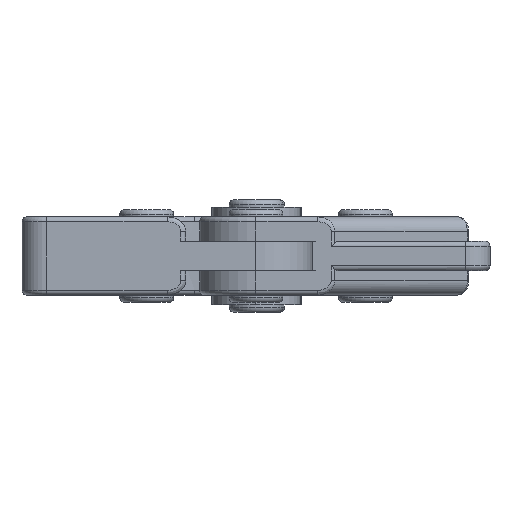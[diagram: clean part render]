
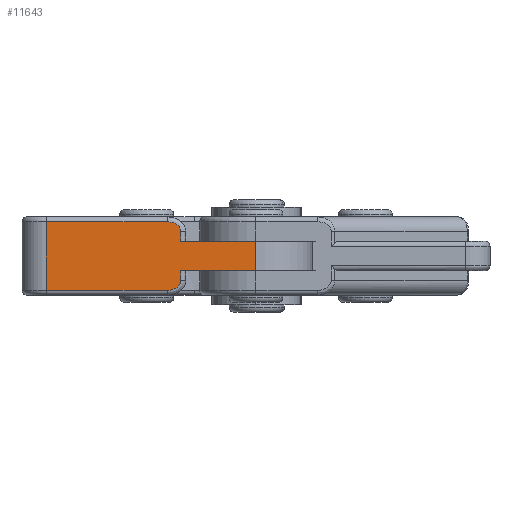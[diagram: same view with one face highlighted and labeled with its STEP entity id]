
A CAD part, left-side view. The second image highlights one B-rep face of the part: STEP entity #11643.
In plain terms, the highlighted planar face has unit normal (-1, 0, 0).
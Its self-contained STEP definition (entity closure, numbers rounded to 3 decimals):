
#715 = AXIS2_PLACEMENT_3D ( 'NONE', #1694, #1700, #1701 ) ;
#1694 = CARTESIAN_POINT ( 'NONE',  ( 3928.925, 0., 8. ) ) ;
#1698 = PLANE ( 'NONE',  #715 ) ;
#1700 = DIRECTION ( 'NONE',  ( -1., 0., 0. ) ) ;
#1701 = DIRECTION ( 'NONE',  ( 0., 0., 1. ) ) ;
#11643 = ADVANCED_FACE ( 'NONE', ( #29364 ), #1698, .T. ) ;
#16923 =( BOUNDED_CURVE ( )  B_SPLINE_CURVE ( 3, ( #24667, #24648, #24688, #24690 ),
 .UNSPECIFIED., .F., .F. ) 
 B_SPLINE_CURVE_WITH_KNOTS ( ( 4, 4 ),
 ( 3.142, 4.712 ),
 .UNSPECIFIED. ) 
 CURVE ( )  GEOMETRIC_REPRESENTATION_ITEM ( )  RATIONAL_B_SPLINE_CURVE ( ( 1., 0.805, 0.805, 1. ) ) 
 REPRESENTATION_ITEM ( '' )  );
#16924 =( BOUNDED_CURVE ( )  B_SPLINE_CURVE ( 3, ( #24686, #24684, #24712, #24714 ),
 .UNSPECIFIED., .F., .F. ) 
 B_SPLINE_CURVE_WITH_KNOTS ( ( 4, 4 ),
 ( 1.571, 3.142 ),
 .UNSPECIFIED. ) 
 CURVE ( )  GEOMETRIC_REPRESENTATION_ITEM ( )  RATIONAL_B_SPLINE_CURVE ( ( 1., 0.805, 0.805, 1. ) ) 
 REPRESENTATION_ITEM ( '' )  );
#21357 = EDGE_LOOP ( 'NONE', ( #26647, #26648, #26649, #26650, #26651, #26652, #26653, #26654, #26655, #26656 ) ) ;
#22199 = CARTESIAN_POINT ( 'NONE',  ( 3928.925, 1210.167, -3. ) ) ;
#22201 = CARTESIAN_POINT ( 'NONE',  ( 3928.925, 1210.167, 3. ) ) ;
#22203 = CARTESIAN_POINT ( 'NONE',  ( 3928.925, 1225.51, -3. ) ) ;
#22211 = CARTESIAN_POINT ( 'NONE',  ( 3928.925, 1225.51, -5. ) ) ;
#22219 = CARTESIAN_POINT ( 'NONE',  ( 3928.925, 1225.51, 3. ) ) ;
#22224 = CARTESIAN_POINT ( 'NONE',  ( 3928.925, 1225.51, 5. ) ) ;
#22226 = CARTESIAN_POINT ( 'NONE',  ( 3928.925, 1228.283, 7. ) ) ;
#22228 = CARTESIAN_POINT ( 'NONE',  ( 3928.925, 1252.967, 7. ) ) ;
#22230 = CARTESIAN_POINT ( 'NONE',  ( 3928.925, 1252.967, -7. ) ) ;
#22232 = CARTESIAN_POINT ( 'NONE',  ( 3928.925, 1228.283, -7. ) ) ;
#23078 = LINE ( 'NONE', #24569, #23080 ) ;
#23080 = VECTOR ( 'NONE', #24576, 1000. ) ;
#23091 = LINE ( 'NONE', #24646, #23102 ) ;
#23097 = LINE ( 'NONE', #24665, #23100 ) ;
#23100 = VECTOR ( 'NONE', #24669, 1000. ) ;
#23101 = LINE ( 'NONE', #24674, #23104 ) ;
#23102 = VECTOR ( 'NONE', #24671, 1000. ) ;
#23103 = LINE ( 'NONE', #24679, #23105 ) ;
#23104 = VECTOR ( 'NONE', #24677, 1000. ) ;
#23105 = VECTOR ( 'NONE', #24681, 1000. ) ;
#23106 = LINE ( 'NONE', #24694, #23108 ) ;
#23107 = LINE ( 'NONE', #24699, #23110 ) ;
#23108 = VECTOR ( 'NONE', #24697, 1000. ) ;
#23109 = LINE ( 'NONE', #24703, #23111 ) ;
#23110 = VECTOR ( 'NONE', #24701, 1000. ) ;
#23111 = VECTOR ( 'NONE', #24706, 1000. ) ;
#24569 = CARTESIAN_POINT ( 'NONE',  ( 3928.925, 1210.167, 8. ) ) ;
#24576 = DIRECTION ( 'NONE',  ( 0., 0., -1. ) ) ;
#24646 = CARTESIAN_POINT ( 'NONE',  ( 3928.925, 0., -3. ) ) ;
#24648 = CARTESIAN_POINT ( 'NONE',  ( 3928.925, 1225.51, 6.172 ) ) ;
#24665 = CARTESIAN_POINT ( 'NONE',  ( 3928.925, 1225.51, 8. ) ) ;
#24667 = CARTESIAN_POINT ( 'NONE',  ( 3928.925, 1225.51, 5. ) ) ;
#24669 = DIRECTION ( 'NONE',  ( 0., 0., 1. ) ) ;
#24671 = DIRECTION ( 'NONE',  ( 0., -1., 0. ) ) ;
#24674 = CARTESIAN_POINT ( 'NONE',  ( 3928.925, 0., 3. ) ) ;
#24677 = DIRECTION ( 'NONE',  ( 0., -1., 0. ) ) ;
#24679 = CARTESIAN_POINT ( 'NONE',  ( 3928.925, 1225.51, 5. ) ) ;
#24681 = DIRECTION ( 'NONE',  ( 0., 0., 1. ) ) ;
#24684 = CARTESIAN_POINT ( 'NONE',  ( 3928.925, 1226.659, -7. ) ) ;
#24686 = CARTESIAN_POINT ( 'NONE',  ( 3928.925, 1228.283, -7. ) ) ;
#24688 = CARTESIAN_POINT ( 'NONE',  ( 3928.925, 1226.659, 7. ) ) ;
#24690 = CARTESIAN_POINT ( 'NONE',  ( 3928.925, 1228.283, 7. ) ) ;
#24694 = CARTESIAN_POINT ( 'NONE',  ( 3928.925, 0., 7. ) ) ;
#24697 = DIRECTION ( 'NONE',  ( 0., 1., 0. ) ) ;
#24699 = CARTESIAN_POINT ( 'NONE',  ( 3928.925, 1252.967, 8. ) ) ;
#24701 = DIRECTION ( 'NONE',  ( 0., 0., -1. ) ) ;
#24703 = CARTESIAN_POINT ( 'NONE',  ( 3928.925, 1227.323, -7. ) ) ;
#24706 = DIRECTION ( 'NONE',  ( 0., -1., 0. ) ) ;
#24712 = CARTESIAN_POINT ( 'NONE',  ( 3928.925, 1225.51, -6.172 ) ) ;
#24714 = CARTESIAN_POINT ( 'NONE',  ( 3928.925, 1225.51, -5. ) ) ;
#24862 = VERTEX_POINT ( 'NONE', #22199 ) ;
#24867 = VERTEX_POINT ( 'NONE', #22201 ) ;
#24871 = VERTEX_POINT ( 'NONE', #22203 ) ;
#24880 = VERTEX_POINT ( 'NONE', #22211 ) ;
#24888 = VERTEX_POINT ( 'NONE', #22219 ) ;
#24893 = VERTEX_POINT ( 'NONE', #22224 ) ;
#24895 = VERTEX_POINT ( 'NONE', #22226 ) ;
#24897 = VERTEX_POINT ( 'NONE', #22228 ) ;
#24899 = VERTEX_POINT ( 'NONE', #22230 ) ;
#24900 = VERTEX_POINT ( 'NONE', #22232 ) ;
#26647 = ORIENTED_EDGE ( 'NONE', *, *, #27298, .T. ) ;
#26648 = ORIENTED_EDGE ( 'NONE', *, *, #27299, .T. ) ;
#26649 = ORIENTED_EDGE ( 'NONE', *, *, #27284, .F. ) ;
#26650 = ORIENTED_EDGE ( 'NONE', *, *, #27300, .F. ) ;
#26651 = ORIENTED_EDGE ( 'NONE', *, *, #27301, .T. ) ;
#26652 = ORIENTED_EDGE ( 'NONE', *, *, #27302, .T. ) ;
#26653 = ORIENTED_EDGE ( 'NONE', *, *, #27303, .T. ) ;
#26654 = ORIENTED_EDGE ( 'NONE', *, *, #27304, .T. ) ;
#26655 = ORIENTED_EDGE ( 'NONE', *, *, #27305, .T. ) ;
#26656 = ORIENTED_EDGE ( 'NONE', *, *, #27306, .T. ) ;
#27284 = EDGE_CURVE ( 'NONE', #24867, #24862, #23078, .T. ) ;
#27298 = EDGE_CURVE ( 'NONE', #24880, #24871, #23097, .T. ) ;
#27299 = EDGE_CURVE ( 'NONE', #24871, #24862, #23091, .T. ) ;
#27300 = EDGE_CURVE ( 'NONE', #24888, #24867, #23101, .T. ) ;
#27301 = EDGE_CURVE ( 'NONE', #24888, #24893, #23103, .T. ) ;
#27302 = EDGE_CURVE ( 'NONE', #24893, #24895, #16923, .T. ) ;
#27303 = EDGE_CURVE ( 'NONE', #24895, #24897, #23106, .T. ) ;
#27304 = EDGE_CURVE ( 'NONE', #24897, #24899, #23107, .T. ) ;
#27305 = EDGE_CURVE ( 'NONE', #24899, #24900, #23109, .T. ) ;
#27306 = EDGE_CURVE ( 'NONE', #24900, #24880, #16924, .T. ) ;
#29364 = FACE_OUTER_BOUND ( 'NONE', #21357, .T. ) ;
